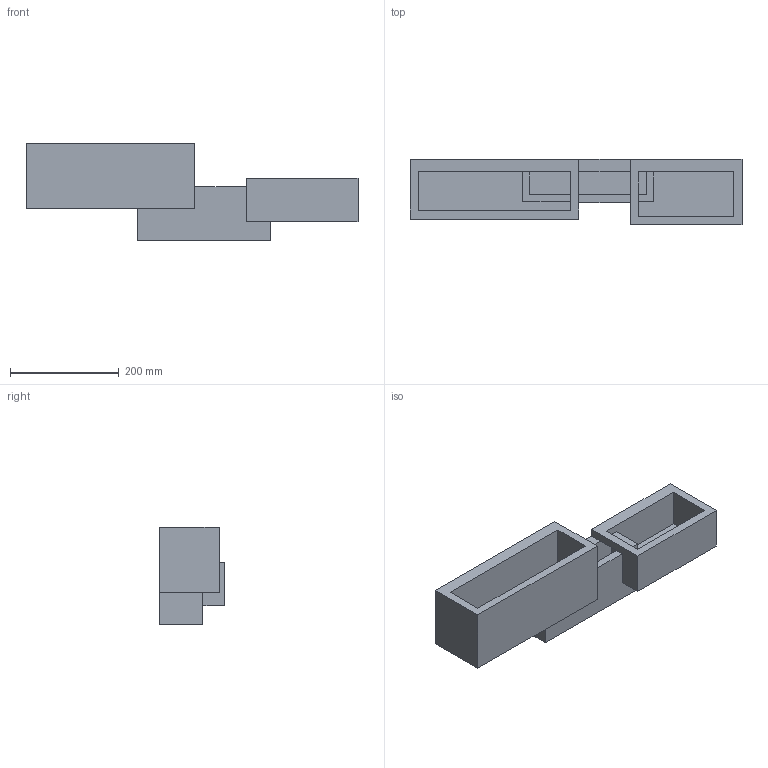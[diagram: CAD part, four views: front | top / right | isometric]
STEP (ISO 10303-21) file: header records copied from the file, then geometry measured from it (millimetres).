
FILE_DESCRIPTION(/* description */ (''),/* implementation_level */ '2;1');
FILE_NAME(/* name */ 'T270_Paro',/* time_stamp */ '2023-11-06T14:50:29+01:00',/* author */ (''),/* organization */ (''),/* preprocessor_version */ 'ST-DEVELOPER v16.5',/* originating_system */ 'Rhino 7.29',/* authorisation */ '');
FILE_SCHEMA (('CONFIG_CONTROL_DESIGN'));
Length unit declared in the file: millimetre
Products named in the file (1): Document
Bounding box: 610 x 120 x 180 mm (x, y, z)
Volume: 2727308.4 mm3; surface area: 622796 mm2
Topology: 5 solids, 5 shells, 119 faces, 324 edges, 209 vertices
Faces by surface type: plane 107, cylinder 12
Entity records: 3304 total; most frequent: CARTESIAN_POINT 1046, ORIENTED_EDGE 648, EDGE_CURVE 324, B_SPLINE_CURVE_WITH_KNOTS 255, VERTEX_POINT 209, EDGE_LOOP 123, DIRECTION 123, AXIS2_PLACEMENT_3D 121
